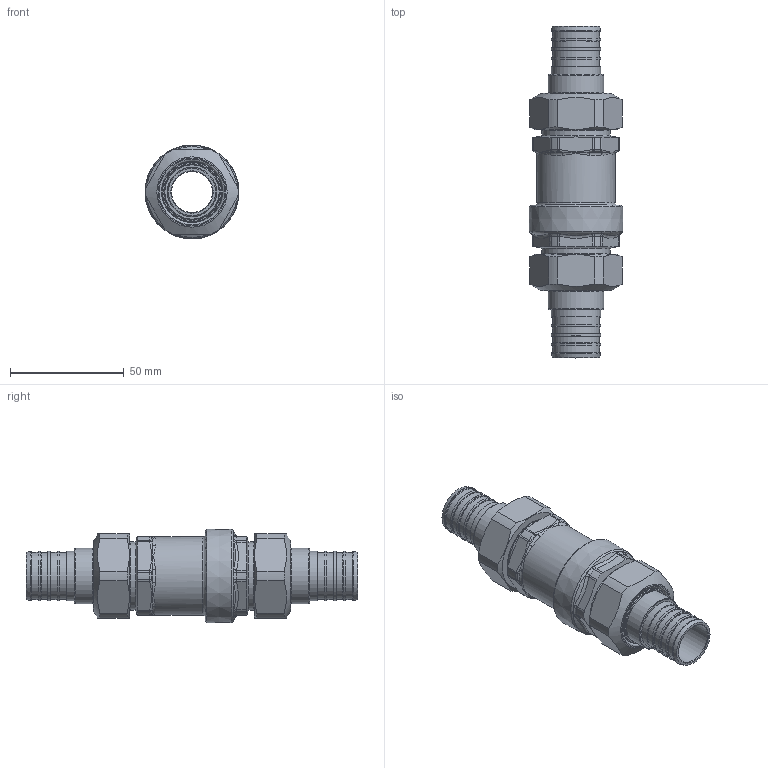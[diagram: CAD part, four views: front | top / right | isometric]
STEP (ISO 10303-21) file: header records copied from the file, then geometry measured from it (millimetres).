
FILE_DESCRIPTION(/* description */ (''),/* implementation_level */ '2;1');
FILE_NAME(/* name */ '127364AF_Simplify_1.stp',/* time_stamp */ '2025-07-24T11:15:24-05:00',/* author */ ('ischreiner'),/* organization */ (''),/* preprocessor_version */ 'ST-DEVELOPER v20',/* originating_system */ 'Autodesk Inventor 2025',/* authorisation */ '');
FILE_SCHEMA (('AUTOMOTIVE_DESIGN { 1 0 10303 214 3 1 1 }'));
Length unit declared in the file: inch
Products named in the file (1): 127364AF_Simplify_1
Bounding box: 41.38 x 146.18 x 41.38 mm (x, y, z)
Volume: 52590.8 mm3; surface area: 37828.6 mm2
Topology: 5 solids, 5 shells, 316 faces, 691 edges, 420 vertices
Faces by surface type: cylinder 81, plane 69, torus 67, cone 55, bspline 44
Full cylindrical faces by diameter (mm): 18.161 x2, 19.812 x2, 20.701 x8, 21 x2, 21.742 x10, 24.1 x2, 24.384 x2, 25 x2, 26.416 x2, 26.924 x2, 28.3 x2, 28.5 x1, 28.6 x1, 29.972 x2, 30 x4, 30.2 x1, 30.302 x2, 30.4 x1, 33.1 x2, 34.5 x1
Entity records: 11884 total; most frequent: CARTESIAN_POINT 4690, DIRECTION 1482, ORIENTED_EDGE 1382, EDGE_CURVE 691, AXIS2_PLACEMENT_3D 664, VERTEX_POINT 420, EDGE_LOOP 361, CIRCLE 343
